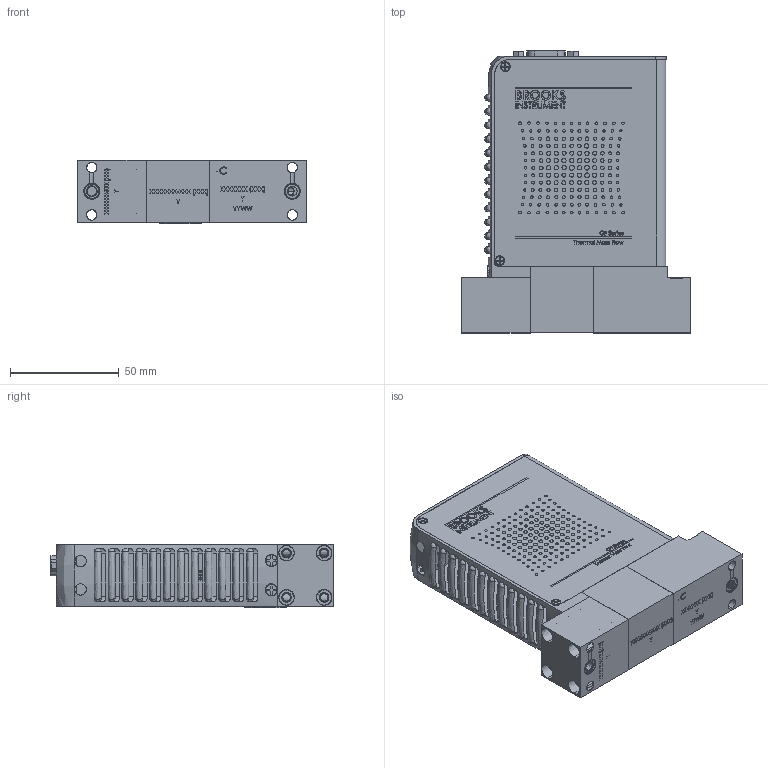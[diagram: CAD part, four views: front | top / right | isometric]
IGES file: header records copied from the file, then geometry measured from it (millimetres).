
Start section: SolidWorks IGES file using analytic representation for surfaces
Global section: file name: GF100-GF120-GF125-CX-GX.IGS; native system: SolidWorks 2019; preprocessor: SolidWorks 2019; author: cfehr; date: 191205.091221; units: inch
Bounding box: 104.95 x 129.4 x 29.17 mm (x, y, z)
Surface area: 66845.6 mm2 (no closed solid volume)
Topology: 0 solids, 0 shells, 1069 faces, 25819 edges, 25817 vertices
Faces by surface type: bspline 823, revolution 246
